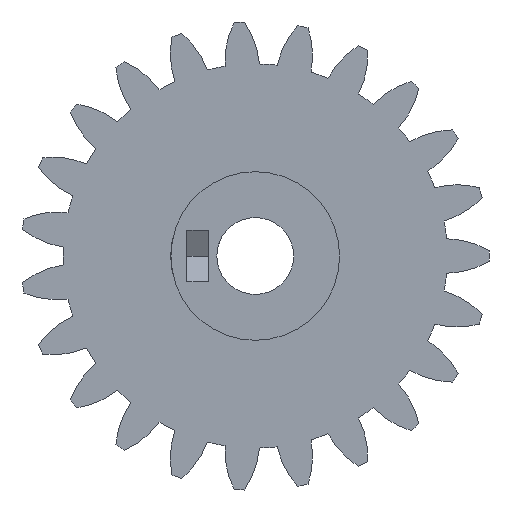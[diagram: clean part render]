
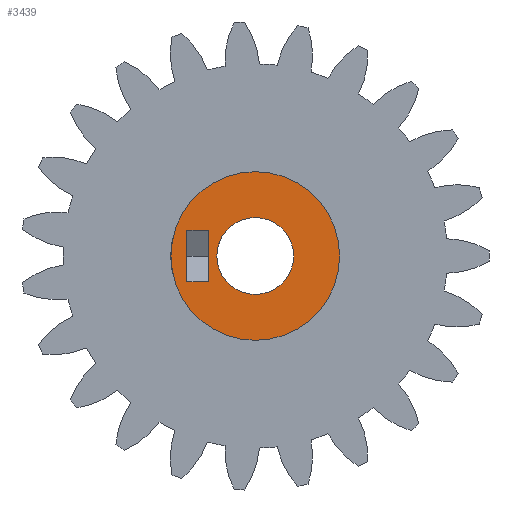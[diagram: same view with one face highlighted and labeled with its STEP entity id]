
A CAD part, left-side view. The second image highlights one B-rep face of the part: STEP entity #3439.
In plain terms, the highlighted planar face has unit normal (-1, 0, 0).
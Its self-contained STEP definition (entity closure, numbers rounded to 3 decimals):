
#9 = ORIENTED_EDGE ( 'NONE', *, *, #962, .F. ) ;
#75 = FACE_BOUND ( 'NONE', #2950, .T. ) ;
#141 = DIRECTION ( 'NONE',  ( 1., 0., 0. ) ) ;
#157 = AXIS2_PLACEMENT_3D ( 'NONE', #2042, #422, #2660 ) ;
#171 = PLANE ( 'NONE',  #157 ) ;
#224 = EDGE_CURVE ( 'NONE', #3692, #2746, #3978, .T. ) ;
#258 = VECTOR ( 'NONE', #4004, 1000. ) ;
#279 = ORIENTED_EDGE ( 'NONE', *, *, #2350, .T. ) ;
#422 = DIRECTION ( 'NONE',  ( -1., 0., 0. ) ) ;
#470 = AXIS2_PLACEMENT_3D ( 'NONE', #1263, #907, #1583 ) ;
#472 = CARTESIAN_POINT ( 'NONE',  ( -9.325, 9.084, -6.062 ) ) ;
#634 = CARTESIAN_POINT ( 'NONE',  ( -9.325, 9.084, -6.062 ) ) ;
#670 = CIRCLE ( 'NONE', #2986, 4.1 ) ;
#671 = CARTESIAN_POINT ( 'NONE',  ( -9.325, 6.784, -6.062 ) ) ;
#698 = LINE ( 'NONE', #634, #1702 ) ;
#724 = DIRECTION ( 'NONE',  ( 0., 1., 0. ) ) ;
#751 = CARTESIAN_POINT ( 'NONE',  ( -9.325, 9.084, -0.612 ) ) ;
#771 = DIRECTION ( 'NONE',  ( 0., 0., -1. ) ) ;
#807 = VECTOR ( 'NONE', #2903, 1000. ) ;
#907 = DIRECTION ( 'NONE',  ( -1., 0., 0. ) ) ;
#962 = EDGE_CURVE ( 'NONE', #3811, #2937, #3223, .T. ) ;
#1014 = EDGE_CURVE ( 'NONE', #4033, #3720, #1092, .T. ) ;
#1029 = ORIENTED_EDGE ( 'NONE', *, *, #1738, .T. ) ;
#1037 = EDGE_CURVE ( 'NONE', #2746, #3811, #2322, .T. ) ;
#1092 = CIRCLE ( 'NONE', #3465, 4.1 ) ;
#1112 = DIRECTION ( 'NONE',  ( 1., 0., 0. ) ) ;
#1158 = CIRCLE ( 'NONE', #1282, 9. ) ;
#1235 = ORIENTED_EDGE ( 'NONE', *, *, #224, .F. ) ;
#1239 = CARTESIAN_POINT ( 'NONE',  ( -9.325, 1.786, 0.763 ) ) ;
#1263 = CARTESIAN_POINT ( 'NONE',  ( -9.325, 1.786, -3.337 ) ) ;
#1282 = AXIS2_PLACEMENT_3D ( 'NONE', #1553, #3175, #3533 ) ;
#1297 = VECTOR ( 'NONE', #724, 1000. ) ;
#1397 = FACE_BOUND ( 'NONE', #3653, .T. ) ;
#1440 = CARTESIAN_POINT ( 'NONE',  ( -9.325, 6.784, -6.062 ) ) ;
#1494 = EDGE_CURVE ( 'NONE', #2455, #2596, #2495, .T. ) ;
#1553 = CARTESIAN_POINT ( 'NONE',  ( -9.325, 1.786, -3.337 ) ) ;
#1583 = DIRECTION ( 'NONE',  ( 0., 0., 1. ) ) ;
#1590 = CARTESIAN_POINT ( 'NONE',  ( -9.325, 1.786, -7.437 ) ) ;
#1689 = CARTESIAN_POINT ( 'NONE',  ( -9.325, 1.786, -3.337 ) ) ;
#1702 = VECTOR ( 'NONE', #3271, 1000. ) ;
#1733 = CARTESIAN_POINT ( 'NONE',  ( -9.325, 9.084, -0.612 ) ) ;
#1738 = EDGE_CURVE ( 'NONE', #3720, #4033, #670, .T. ) ;
#1858 = CARTESIAN_POINT ( 'NONE',  ( -9.325, 6.784, -0.612 ) ) ;
#2042 = CARTESIAN_POINT ( 'NONE',  ( -9.325, 1.786, -3.337 ) ) ;
#2281 = CARTESIAN_POINT ( 'NONE',  ( -9.325, 9.084, -6.062 ) ) ;
#2322 = LINE ( 'NONE', #1733, #1297 ) ;
#2350 = EDGE_CURVE ( 'NONE', #2596, #2455, #1158, .T. ) ;
#2455 = VERTEX_POINT ( 'NONE', #3318 ) ;
#2495 = CIRCLE ( 'NONE', #470, 9. ) ;
#2596 = VERTEX_POINT ( 'NONE', #3719 ) ;
#2649 = CARTESIAN_POINT ( 'NONE',  ( -9.325, 1.786, -3.337 ) ) ;
#2660 = DIRECTION ( 'NONE',  ( 0., 0., 1. ) ) ;
#2718 = DIRECTION ( 'NONE',  ( 0., 0., -1. ) ) ;
#2746 = VERTEX_POINT ( 'NONE', #1858 ) ;
#2767 = EDGE_LOOP ( 'NONE', ( #3908, #279 ) ) ;
#2903 = DIRECTION ( 'NONE',  ( 0., 0., -1. ) ) ;
#2937 = VERTEX_POINT ( 'NONE', #472 ) ;
#2950 = EDGE_LOOP ( 'NONE', ( #3312, #1029 ) ) ;
#2986 = AXIS2_PLACEMENT_3D ( 'NONE', #1689, #141, #2718 ) ;
#3086 = FACE_OUTER_BOUND ( 'NONE', #2767, .T. ) ;
#3175 = DIRECTION ( 'NONE',  ( -1., 0., 0. ) ) ;
#3223 = LINE ( 'NONE', #2281, #807 ) ;
#3269 = ORIENTED_EDGE ( 'NONE', *, *, #3310, .F. ) ;
#3271 = DIRECTION ( 'NONE',  ( 0., -1., 0. ) ) ;
#3310 = EDGE_CURVE ( 'NONE', #2937, #3692, #698, .T. ) ;
#3312 = ORIENTED_EDGE ( 'NONE', *, *, #1014, .T. ) ;
#3318 = CARTESIAN_POINT ( 'NONE',  ( -9.325, 1.786, -12.337 ) ) ;
#3439 = ADVANCED_FACE ( 'NONE', ( #75, #1397, #3086 ), #171, .T. ) ;
#3465 = AXIS2_PLACEMENT_3D ( 'NONE', #2649, #1112, #771 ) ;
#3533 = DIRECTION ( 'NONE',  ( 0., 0., 1. ) ) ;
#3653 = EDGE_LOOP ( 'NONE', ( #3269, #9, #3965, #1235 ) ) ;
#3692 = VERTEX_POINT ( 'NONE', #671 ) ;
#3719 = CARTESIAN_POINT ( 'NONE',  ( -9.325, 1.786, 5.663 ) ) ;
#3720 = VERTEX_POINT ( 'NONE', #1239 ) ;
#3811 = VERTEX_POINT ( 'NONE', #751 ) ;
#3908 = ORIENTED_EDGE ( 'NONE', *, *, #1494, .T. ) ;
#3965 = ORIENTED_EDGE ( 'NONE', *, *, #1037, .F. ) ;
#3978 = LINE ( 'NONE', #1440, #258 ) ;
#4004 = DIRECTION ( 'NONE',  ( 0., 0., 1. ) ) ;
#4033 = VERTEX_POINT ( 'NONE', #1590 ) ;
